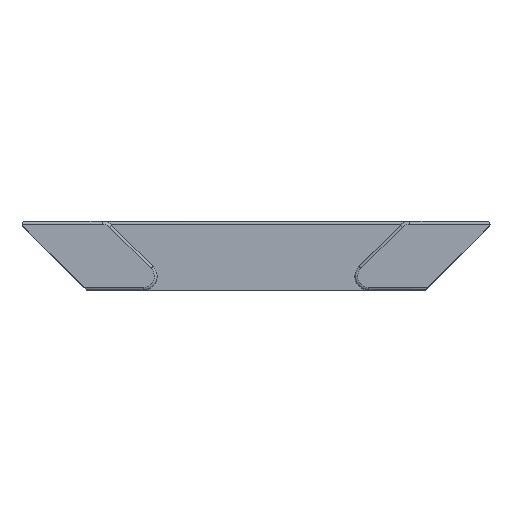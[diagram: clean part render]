
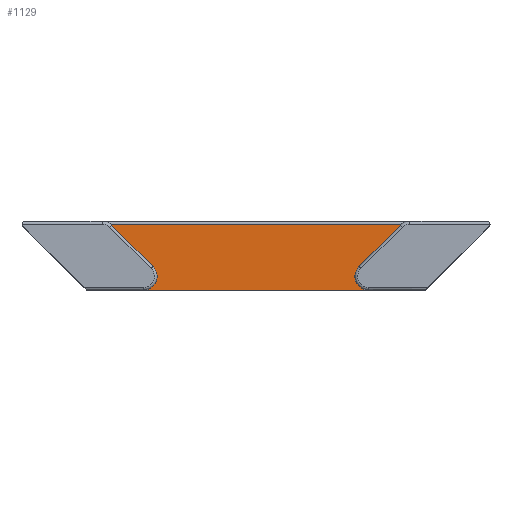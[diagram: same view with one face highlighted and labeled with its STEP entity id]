
A CAD part, top view. The second image highlights one B-rep face of the part: STEP entity #1129.
In plain terms, the highlighted planar face has unit normal (0, 0, 1).
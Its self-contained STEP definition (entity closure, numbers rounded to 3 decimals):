
#15 = DIRECTION ( 'NONE',  ( 1., 0., 0. ) ) ;
#20 = EDGE_CURVE ( 'NONE', #582, #976, #212, .T. ) ;
#40 = CIRCLE ( 'NONE', #101, 2. ) ;
#69 = VECTOR ( 'NONE', #347, 1000. ) ;
#101 = AXIS2_PLACEMENT_3D ( 'NONE', #3004, #3610, #704 ) ;
#150 = LINE ( 'NONE', #1941, #69 ) ;
#168 = DIRECTION ( 'NONE',  ( 1., 0., 0. ) ) ;
#200 = CARTESIAN_POINT ( 'NONE',  ( 43.515, 3.414, -19. ) ) ;
#212 = LINE ( 'NONE', #2006, #234 ) ;
#223 = DIRECTION ( 'NONE',  ( 1., 0., 0. ) ) ;
#234 = VECTOR ( 'NONE', #2253, 1000. ) ;
#347 = DIRECTION ( 'NONE',  ( 0.707, -0.707, 0. ) ) ;
#362 = ORIENTED_EDGE ( 'NONE', *, *, #2251, .T. ) ;
#379 = AXIS2_PLACEMENT_3D ( 'NONE', #1544, #381, #15 ) ;
#381 = DIRECTION ( 'NONE',  ( 0., 0., 1. ) ) ;
#406 = CIRCLE ( 'NONE', #2426, 2. ) ;
#447 = CIRCLE ( 'NONE', #3749, 2. ) ;
#497 = EDGE_CURVE ( 'NONE', #3225, #3398, #3373, .T. ) ;
#582 = VERTEX_POINT ( 'NONE', #200 ) ;
#704 = DIRECTION ( 'NONE',  ( 1., 0., 0. ) ) ;
#875 = EDGE_LOOP ( 'NONE', ( #1102, #904, #3729, #3247, #2329, #1566, #1045, #362 ) ) ;
#904 = ORIENTED_EDGE ( 'NONE', *, *, #2518, .T. ) ;
#946 = EDGE_CURVE ( 'NONE', #1928, #3018, #150, .T. ) ;
#976 = VERTEX_POINT ( 'NONE', #2224 ) ;
#993 = DIRECTION ( 'NONE',  ( 1., 0., 0. ) ) ;
#1013 = AXIS2_PLACEMENT_3D ( 'NONE', #2876, #3713, #223 ) ;
#1045 = ORIENTED_EDGE ( 'NONE', *, *, #1619, .T. ) ;
#1083 = CARTESIAN_POINT ( 'NONE',  ( -44.929, 0., -19. ) ) ;
#1102 = ORIENTED_EDGE ( 'NONE', *, *, #20, .T. ) ;
#1129 = ADVANCED_FACE ( 'NONE', ( #1814 ), #2649, .T. ) ;
#1186 = CIRCLE ( 'NONE', #1013, 2. ) ;
#1333 = VECTOR ( 'NONE', #168, 1000. ) ;
#1389 = EDGE_CURVE ( 'NONE', #1792, #3225, #1186, .T. ) ;
#1544 = CARTESIAN_POINT ( 'NONE',  ( 0., 0., -19. ) ) ;
#1566 = ORIENTED_EDGE ( 'NONE', *, *, #497, .T. ) ;
#1619 = EDGE_CURVE ( 'NONE', #3398, #2152, #447, .T. ) ;
#1634 = CARTESIAN_POINT ( 'NONE',  ( 0., 0., -19. ) ) ;
#1664 = LINE ( 'NONE', #2496, #1834 ) ;
#1792 = VERTEX_POINT ( 'NONE', #2007 ) ;
#1814 = FACE_OUTER_BOUND ( 'NONE', #875, .T. ) ;
#1834 = VECTOR ( 'NONE', #2226, 1000. ) ;
#1928 = VERTEX_POINT ( 'NONE', #2674 ) ;
#1941 = CARTESIAN_POINT ( 'NONE',  ( -75.469, 35.369, -19. ) ) ;
#1998 = CARTESIAN_POINT ( 'NONE',  ( -43.515, 3.414, -19. ) ) ;
#2006 = CARTESIAN_POINT ( 'NONE',  ( 33.169, -6.932, -19. ) ) ;
#2007 = CARTESIAN_POINT ( 'NONE',  ( -42.929, 2., -19. ) ) ;
#2152 = VERTEX_POINT ( 'NONE', #2248 ) ;
#2224 = CARTESIAN_POINT ( 'NONE',  ( 64.101, 24., -19. ) ) ;
#2226 = DIRECTION ( 'NONE',  ( -1., 0., 0. ) ) ;
#2248 = CARTESIAN_POINT ( 'NONE',  ( 42.929, 2., -19. ) ) ;
#2251 = EDGE_CURVE ( 'NONE', #2152, #582, #406, .T. ) ;
#2253 = DIRECTION ( 'NONE',  ( 0.707, 0.707, 0. ) ) ;
#2329 = ORIENTED_EDGE ( 'NONE', *, *, #1389, .T. ) ;
#2382 = EDGE_CURVE ( 'NONE', #3018, #1792, #40, .T. ) ;
#2426 = AXIS2_PLACEMENT_3D ( 'NONE', #3269, #2905, #2653 ) ;
#2484 = CARTESIAN_POINT ( 'NONE',  ( 44.929, 2., -19. ) ) ;
#2496 = CARTESIAN_POINT ( 'NONE',  ( 0., 24., -19. ) ) ;
#2518 = EDGE_CURVE ( 'NONE', #976, #1928, #1664, .T. ) ;
#2649 = PLANE ( 'NONE',  #379 ) ;
#2653 = DIRECTION ( 'NONE',  ( 1., 0., 0. ) ) ;
#2674 = CARTESIAN_POINT ( 'NONE',  ( -64.101, 24., -19. ) ) ;
#2876 = CARTESIAN_POINT ( 'NONE',  ( -44.929, 2., -19. ) ) ;
#2905 = DIRECTION ( 'NONE',  ( 0., 0., -1. ) ) ;
#3004 = CARTESIAN_POINT ( 'NONE',  ( -44.929, 2., -19. ) ) ;
#3018 = VERTEX_POINT ( 'NONE', #1998 ) ;
#3205 = CARTESIAN_POINT ( 'NONE',  ( 44.929, 0., -19. ) ) ;
#3225 = VERTEX_POINT ( 'NONE', #1083 ) ;
#3247 = ORIENTED_EDGE ( 'NONE', *, *, #2382, .T. ) ;
#3269 = CARTESIAN_POINT ( 'NONE',  ( 44.929, 2., -19. ) ) ;
#3373 = LINE ( 'NONE', #1634, #1333 ) ;
#3398 = VERTEX_POINT ( 'NONE', #3205 ) ;
#3610 = DIRECTION ( 'NONE',  ( 0., 0., -1. ) ) ;
#3617 = DIRECTION ( 'NONE',  ( 0., 0., -1. ) ) ;
#3713 = DIRECTION ( 'NONE',  ( 0., 0., -1. ) ) ;
#3729 = ORIENTED_EDGE ( 'NONE', *, *, #946, .T. ) ;
#3749 = AXIS2_PLACEMENT_3D ( 'NONE', #2484, #3617, #993 ) ;
